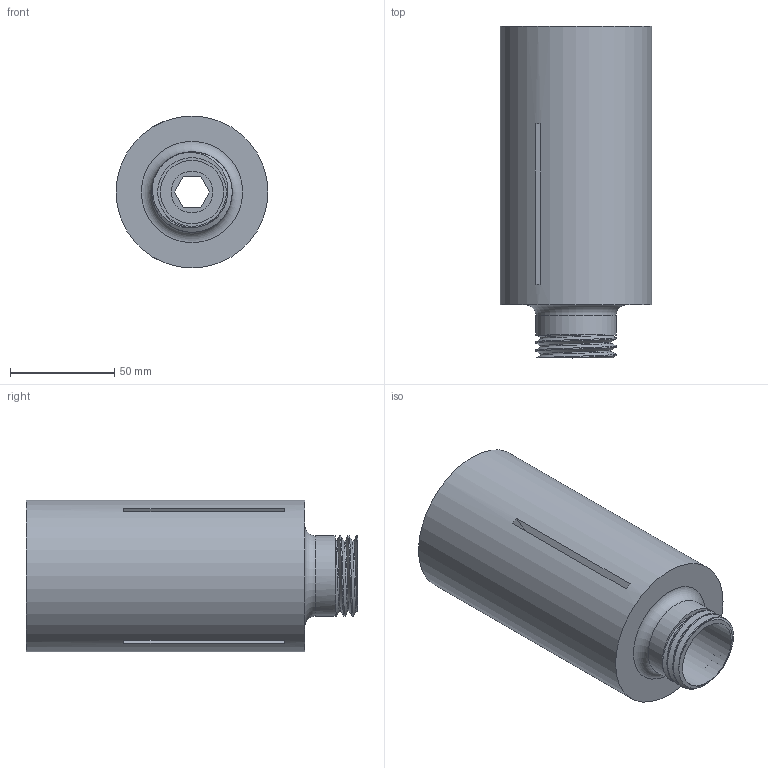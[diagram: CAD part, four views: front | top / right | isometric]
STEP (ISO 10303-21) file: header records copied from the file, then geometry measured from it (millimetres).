
FILE_DESCRIPTION(/* description */ (''),/* implementation_level */ '2;1');
FILE_NAME(/* name */ '3"G40LatchMech v3.step',/* time_stamp */ '2023-09-28T22:44:26-04:00',/* author */ (''),/* organization */ (''),/* preprocessor_version */ 'ST-DEVELOPER v20',/* originating_system */ 'Autodesk Translation Framework v12.14.0.127',/* authorisation */ '');
FILE_SCHEMA (('AUTOMOTIVE_DESIGN { 1 0 10303 214 3 1 1 }'));
Length unit declared in the file: millimetre
Products named in the file (1): 3"G40LatchMech
Bounding box: 73 x 159.46 x 73 mm (x, y, z)
Volume: 468825.1 mm3; surface area: 63671.1 mm2
Topology: 1 solids, 1 shells, 42 faces, 102 edges, 68 vertices
Faces by surface type: plane 28, cylinder 11, bspline 2, torus 1
Full cylindrical faces by diameter (mm): 20.13 x1, 30.5 x1, 33 x1, 34.132 x2, 38.703 x2, 73 x1
Entity records: 2449 total; most frequent: CARTESIAN_POINT 1429, ORIENTED_EDGE 204, DIRECTION 191, EDGE_CURVE 102, VERTEX_POINT 68, AXIS2_PLACEMENT_3D 66, LINE 59, VECTOR 59
